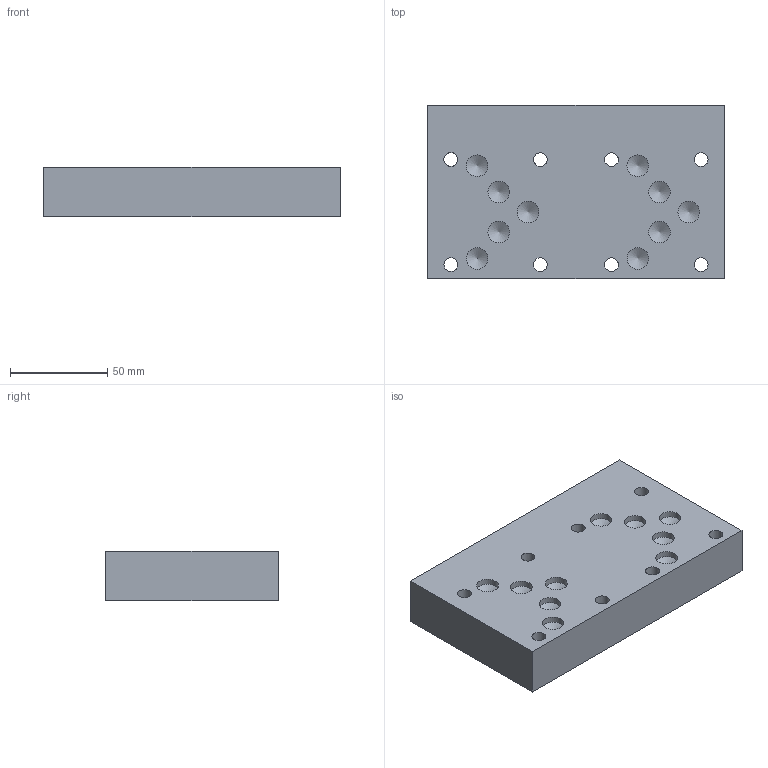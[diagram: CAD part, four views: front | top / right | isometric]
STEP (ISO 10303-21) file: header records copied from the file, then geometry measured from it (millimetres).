
FILE_DESCRIPTION(/* description */ (''),/* implementation_level */ '2;1');
FILE_NAME(/* name */ '_D05TP023AB.stp',/* time_stamp */ '2021-12-28T09:56:14-05:00',/* author */ ('jrf'),/* organization */ (''),/* preprocessor_version */ 'ST-DEVELOPER v18.1',/* originating_system */ 'Autodesk Inventor 2022',/* authorisation */ '');
FILE_SCHEMA (('AUTOMOTIVE_DESIGN { 1 0 10303 214 3 1 1 }'));
Length unit declared in the file: millimetre
Products named in the file (1): Part_AD05TP023AB.C08635R4_3D
Bounding box: 152.4 x 88.9 x 25.4 mm (x, y, z)
Volume: 326920 mm3; surface area: 45868.7 mm2
Topology: 1 solids, 1 shells, 426 faces, 1134 edges, 750 vertices
Faces by surface type: plane 251, bspline 105, cylinder 44, cone 26
Full cylindrical faces by diameter (mm): 7.137 x8, 11.113 x5, 11.125 x13, 15.875 x10
Entity records: 14129 total; most frequent: CARTESIAN_POINT 3825, ORIENTED_EDGE 2232, DIRECTION 1638, EDGE_CURVE 1116, LINE 802, VECTOR 802, VERTEX_POINT 750, EDGE_LOOP 500
